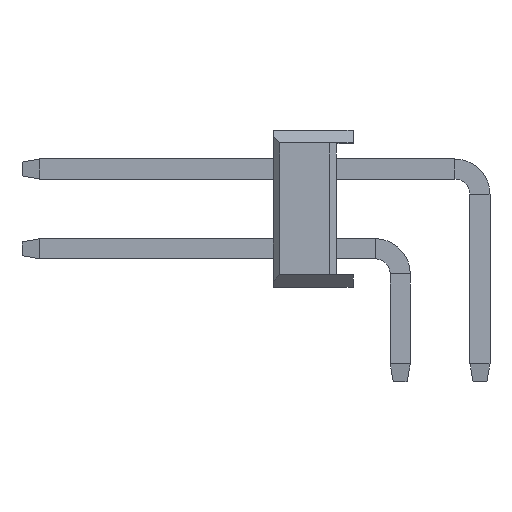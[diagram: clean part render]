
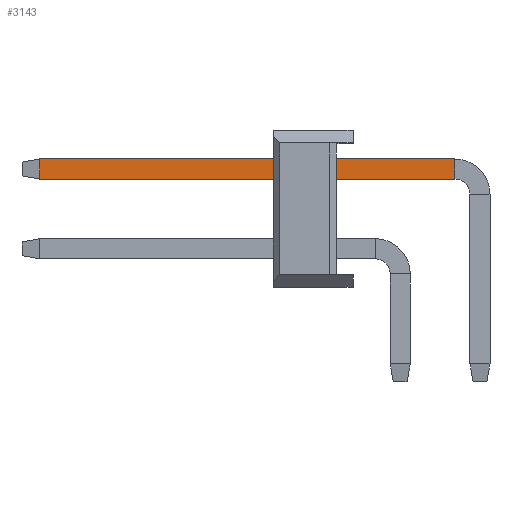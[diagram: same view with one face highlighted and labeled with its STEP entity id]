
A CAD part, left-side view. The second image highlights one B-rep face of the part: STEP entity #3143.
In plain terms, the highlighted planar face has unit normal (-1, 0, 0).
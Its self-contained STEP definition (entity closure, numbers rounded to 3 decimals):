
#29 = EDGE_CURVE ( 'NONE', #15743, #12222, #3679, .T. ) ;
#531 = EDGE_CURVE ( 'NONE', #8071, #8513, #7617, .T. ) ;
#729 = VECTOR ( 'NONE', #3525, 1000. ) ;
#886 = EDGE_CURVE ( 'NONE', #8513, #12222, #8405, .T. ) ;
#2111 = PLANE ( 'NONE',  #4820 ) ;
#3143 = ADVANCED_FACE ( 'NONE', ( #8589 ), #2111, .F. ) ;
#3275 = CARTESIAN_POINT ( 'NONE',  ( -18.1, 10.54, 0.95 ) ) ;
#3377 = DIRECTION ( 'NONE',  ( 0., -1., 0. ) ) ;
#3525 = DIRECTION ( 'NONE',  ( 0., 0., -1. ) ) ;
#3628 = LINE ( 'NONE', #6038, #9546 ) ;
#3679 = LINE ( 'NONE', #4185, #729 ) ;
#3682 = CARTESIAN_POINT ( 'NONE',  ( -18.1, 9.973, 1.59 ) ) ;
#4185 = CARTESIAN_POINT ( 'NONE',  ( -18.1, -3.24, 1.59 ) ) ;
#4460 = CARTESIAN_POINT ( 'NONE',  ( -18.1, -3.24, 0.95 ) ) ;
#4664 = DIRECTION ( 'NONE',  ( 0., 0., -1. ) ) ;
#4820 = AXIS2_PLACEMENT_3D ( 'NONE', #10940, #12186, #4664 ) ;
#5291 = CARTESIAN_POINT ( 'NONE',  ( -18.1, -3.24, 1.59 ) ) ;
#5416 = CARTESIAN_POINT ( 'NONE',  ( -18.1, 9.973, 1.59 ) ) ;
#6038 = CARTESIAN_POINT ( 'NONE',  ( -18.1, 10.54, 1.59 ) ) ;
#6579 = DIRECTION ( 'NONE',  ( 0., 0., -1. ) ) ;
#7307 = DIRECTION ( 'NONE',  ( 0., -1., 0. ) ) ;
#7617 = LINE ( 'NONE', #5416, #10571 ) ;
#8071 = VERTEX_POINT ( 'NONE', #3682 ) ;
#8405 = LINE ( 'NONE', #3275, #14690 ) ;
#8513 = VERTEX_POINT ( 'NONE', #12422 ) ;
#8589 = FACE_OUTER_BOUND ( 'NONE', #15219, .T. ) ;
#8882 = EDGE_CURVE ( 'NONE', #8071, #15743, #3628, .T. ) ;
#9546 = VECTOR ( 'NONE', #7307, 1000. ) ;
#10571 = VECTOR ( 'NONE', #6579, 1000. ) ;
#10940 = CARTESIAN_POINT ( 'NONE',  ( -18.1, 10.54, 1.59 ) ) ;
#11859 = ORIENTED_EDGE ( 'NONE', *, *, #531, .T. ) ;
#12186 = DIRECTION ( 'NONE',  ( 1., 0., 0. ) ) ;
#12222 = VERTEX_POINT ( 'NONE', #4460 ) ;
#12422 = CARTESIAN_POINT ( 'NONE',  ( -18.1, 9.973, 0.95 ) ) ;
#13265 = ORIENTED_EDGE ( 'NONE', *, *, #8882, .F. ) ;
#14690 = VECTOR ( 'NONE', #3377, 1000. ) ;
#15209 = ORIENTED_EDGE ( 'NONE', *, *, #29, .F. ) ;
#15219 = EDGE_LOOP ( 'NONE', ( #13265, #11859, #15337, #15209 ) ) ;
#15337 = ORIENTED_EDGE ( 'NONE', *, *, #886, .T. ) ;
#15743 = VERTEX_POINT ( 'NONE', #5291 ) ;
